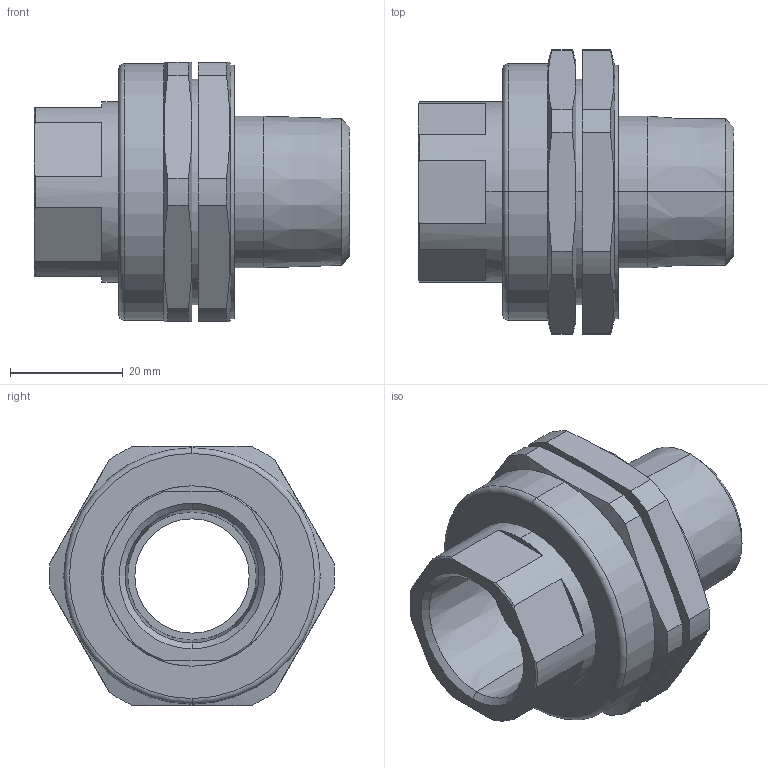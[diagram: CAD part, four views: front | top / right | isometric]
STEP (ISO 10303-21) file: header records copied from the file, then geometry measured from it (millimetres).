
FILE_DESCRIPTION (( 'STEP AP203' ), '1' );
FILE_NAME ('780DT2T2.STEP', '2023-05-25T08:38:25', ( '' ), ( '' ), 'SwSTEP 2.0', 'SolidWorks 2021', '' );
FILE_SCHEMA (( 'CONFIG_CONTROL_DESIGN' ));
Length unit declared in the file: millimetre
Products named in the file (1): 780DT2T2
Bounding box: 56.03 x 50.58 x 46 mm (x, y, z)
Volume: 37751.5 mm3; surface area: 13664.1 mm2
Topology: 1 solids, 1 shells, 83 faces, 208 edges, 132 vertices
Faces by surface type: plane 31, cone 26, cylinder 24, torus 2
Entity records: 2691 total; most frequent: CARTESIAN_POINT 624, DIRECTION 424, ORIENTED_EDGE 416, EDGE_CURVE 208, AXIS2_PLACEMENT_3D 172, VERTEX_POINT 132, EDGE_LOOP 90, CIRCLE 88
